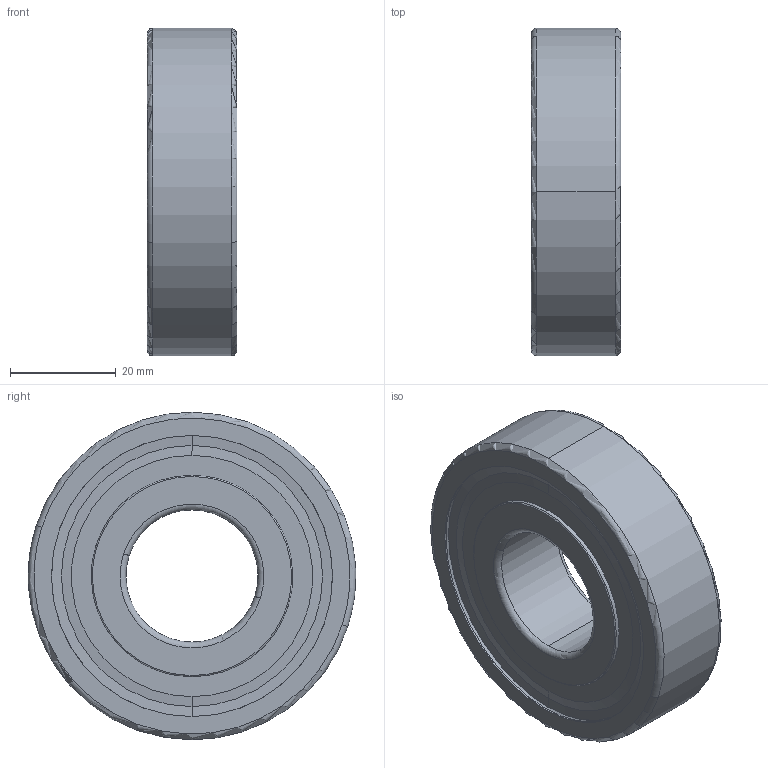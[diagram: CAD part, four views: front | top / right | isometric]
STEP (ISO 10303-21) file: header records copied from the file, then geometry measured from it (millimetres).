
FILE_DESCRIPTION (( 'STEP AP203' ), '1' );
FILE_NAME ('Repaired_Roulement_11.STEP', '2024-01-12T15:07:49', ( '' ), ( '' ), 'SwSTEP 2.0', 'SolidWorks 2022', '' );
FILE_SCHEMA (( 'CONFIG_CONTROL_DESIGN' ));
Length unit declared in the file: millimetre
Products named in the file (4): W_6305_2Z_23; W_6305_2Z_12; Repaired_Roulement_11; W_6305_2Z_21
Assembly tree (10 placements, depth 2):
  Repaired_Roulement_11
    W_6305_2Z_12  x8
    W_6305_2Z_21
    W_6305_2Z_23
Bounding box: 17 x 61.97 x 62 mm (x, y, z)
Volume: 28888.3 mm3; surface area: 19879.9 mm2
Topology: 10 solids, 10 shells, 90 faces, 240 edges, 142 vertices
Faces by surface type: cylinder 24, torus 22, cone 20, sphere 16, plane 8
Entity records: 3426 total; most frequent: CARTESIAN_POINT 995, DIRECTION 442, ORIENTED_EDGE 356, AXIS2_PLACEMENT_3D 199, EDGE_CURVE 178, VERTEX_POINT 112, CIRCLE 110, EDGE_LOOP 84
